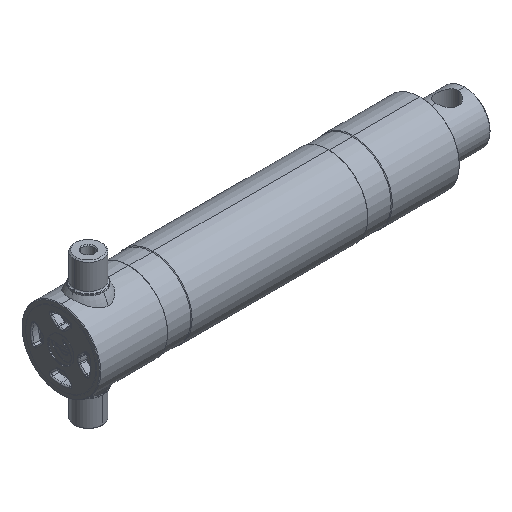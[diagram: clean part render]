
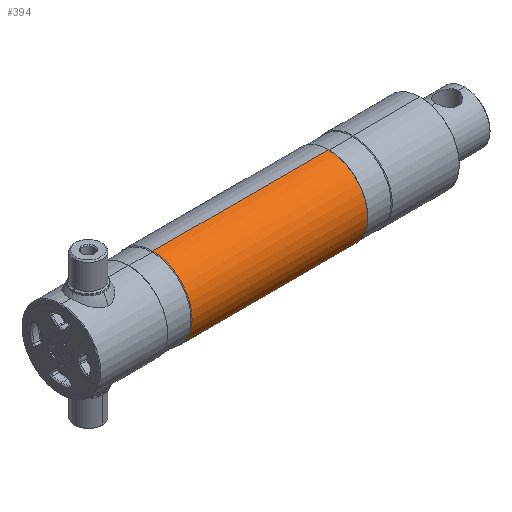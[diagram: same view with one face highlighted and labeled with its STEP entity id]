
A CAD part, isometric view. The second image highlights one B-rep face of the part: STEP entity #394.
In plain terms, the highlighted cylindrical face has radius 64 mm (diameter 128 mm), a partial arc.
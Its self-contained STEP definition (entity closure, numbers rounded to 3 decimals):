
#10 = EDGE_CURVE ( 'NONE', #6228, #784, #1221, .T. ) ;
#77 = DIRECTION ( 'NONE',  ( -1., 0., 0. ) ) ;
#141 = DIRECTION ( 'NONE',  ( -1., 0., 0. ) ) ;
#394 = ADVANCED_FACE ( 'NONE', ( #6061 ), #5943, .T. ) ;
#464 = ORIENTED_EDGE ( 'NONE', *, *, #3350, .T. ) ;
#571 = EDGE_LOOP ( 'NONE', ( #464, #5785, #6816, #1464 ) ) ;
#784 = VERTEX_POINT ( 'NONE', #5831 ) ;
#971 = DIRECTION ( 'NONE',  ( 0., 0., -1. ) ) ;
#1105 = VECTOR ( 'NONE', #3867, 1000. ) ;
#1221 = CIRCLE ( 'NONE', #8809, 64. ) ;
#1383 = DIRECTION ( 'NONE',  ( -1., 0., 0. ) ) ;
#1454 = CARTESIAN_POINT ( 'NONE',  ( -30.734, 0., 0. ) ) ;
#1464 = ORIENTED_EDGE ( 'NONE', *, *, #2116, .F. ) ;
#1782 = AXIS2_PLACEMENT_3D ( 'NONE', #4503, #77, #5223 ) ;
#2116 = EDGE_CURVE ( 'NONE', #5781, #6228, #7708, .T. ) ;
#3119 = VERTEX_POINT ( 'NONE', #9127 ) ;
#3350 = EDGE_CURVE ( 'NONE', #5781, #3119, #6891, .T. ) ;
#3867 = DIRECTION ( 'NONE',  ( -1., 0., 0. ) ) ;
#4503 = CARTESIAN_POINT ( 'NONE',  ( 436., 0., 0. ) ) ;
#5035 = CARTESIAN_POINT ( 'NONE',  ( 436., 0., -64. ) ) ;
#5223 = DIRECTION ( 'NONE',  ( 0., 0., -1. ) ) ;
#5781 = VERTEX_POINT ( 'NONE', #5035 ) ;
#5785 = ORIENTED_EDGE ( 'NONE', *, *, #7986, .T. ) ;
#5786 = VECTOR ( 'NONE', #141, 1000. ) ;
#5831 = CARTESIAN_POINT ( 'NONE',  ( 150., 0., 64. ) ) ;
#5943 = CYLINDRICAL_SURFACE ( 'NONE', #7497, 64. ) ;
#6061 = FACE_OUTER_BOUND ( 'NONE', #571, .T. ) ;
#6228 = VERTEX_POINT ( 'NONE', #7626 ) ;
#6816 = ORIENTED_EDGE ( 'NONE', *, *, #10, .F. ) ;
#6846 = LINE ( 'NONE', #8203, #1105 ) ;
#6891 = CIRCLE ( 'NONE', #1782, 64. ) ;
#7374 = CARTESIAN_POINT ( 'NONE',  ( 150., 0., 0. ) ) ;
#7497 = AXIS2_PLACEMENT_3D ( 'NONE', #1454, #1383, #971 ) ;
#7626 = CARTESIAN_POINT ( 'NONE',  ( 150., 0., -64. ) ) ;
#7708 = LINE ( 'NONE', #8934, #5786 ) ;
#7986 = EDGE_CURVE ( 'NONE', #3119, #784, #6846, .T. ) ;
#8093 = DIRECTION ( 'NONE',  ( -1., 0., 0. ) ) ;
#8203 = CARTESIAN_POINT ( 'NONE',  ( -30.734, 0., 64. ) ) ;
#8809 = AXIS2_PLACEMENT_3D ( 'NONE', #7374, #8093, #8811 ) ;
#8811 = DIRECTION ( 'NONE',  ( 0., 0., -1. ) ) ;
#8934 = CARTESIAN_POINT ( 'NONE',  ( -30.734, 0., -64. ) ) ;
#9127 = CARTESIAN_POINT ( 'NONE',  ( 436., 0., 64. ) ) ;
